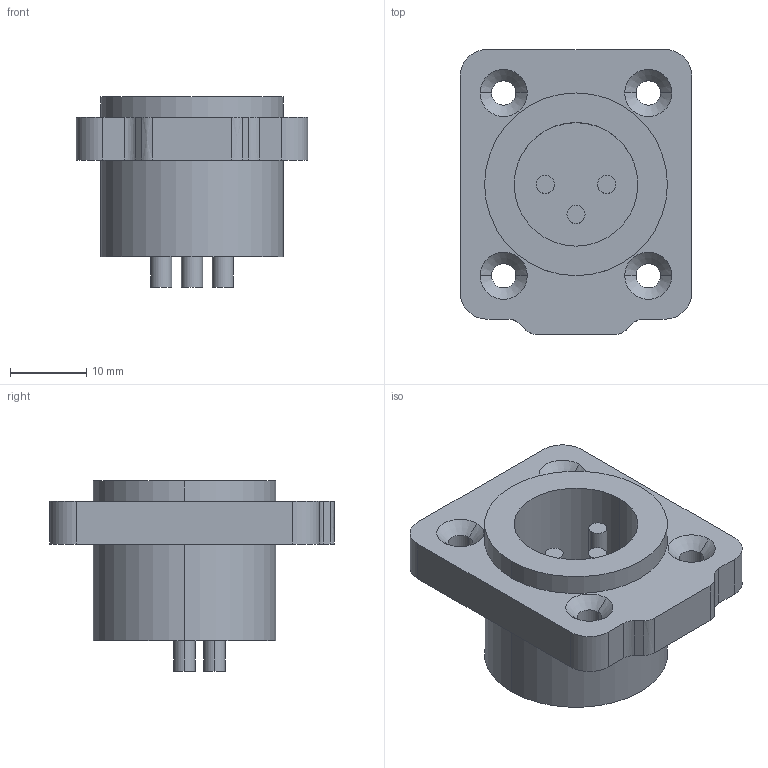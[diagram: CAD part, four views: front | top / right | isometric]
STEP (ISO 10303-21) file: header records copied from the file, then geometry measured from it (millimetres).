
FILE_DESCRIPTION((''),'2;1');
FILE_NAME('D-NC3MDX-TOP','2019-06-28T14:29:08',('bej'),(''),'CREO PARAMETRIC BY PTC INC, 2018500','CREO PARAMETRIC BY PTC INC, 2018500','');
FILE_SCHEMA(('CONFIG_CONTROL_DESIGN'));
Length unit declared in the file: millimetre
Products named in the file (1): D-NC3MDX-TOP
Bounding box: 30.4 x 37.4 x 25 mm (x, y, z)
Volume: 10181.8 mm3; surface area: 5337.3 mm2
Topology: 1 solids, 1 shells, 70 faces, 160 edges, 104 vertices
Faces by surface type: cylinder 36, plane 22, cone 8, extrusion 4
Entity records: 2090 total; most frequent: CARTESIAN_POINT 386, DIRECTION 368, ORIENTED_EDGE 320, EDGE_CURVE 160, AXIS2_PLACEMENT_3D 146, VERTEX_POINT 104, EDGE_LOOP 90, CIRCLE 80
